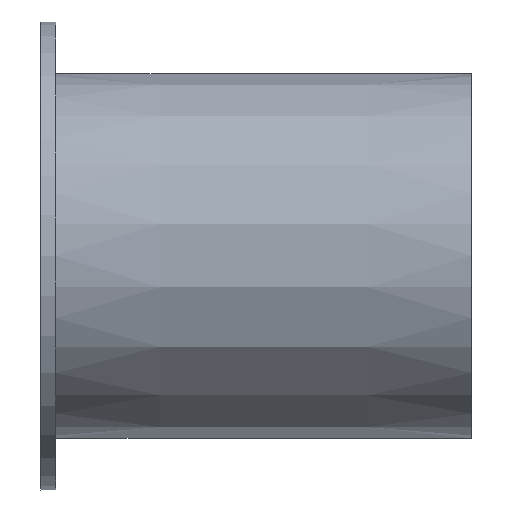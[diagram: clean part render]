
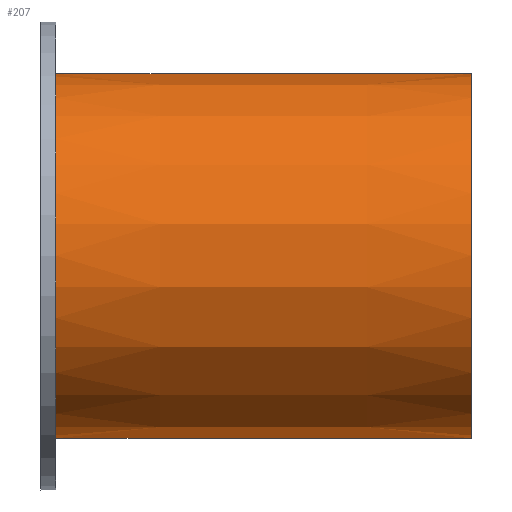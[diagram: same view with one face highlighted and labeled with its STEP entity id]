
A CAD part, top view. The second image highlights one B-rep face of the part: STEP entity #207.
In plain terms, the highlighted conical face has half-angle 0.001 degrees and reference radius 24.15 mm.
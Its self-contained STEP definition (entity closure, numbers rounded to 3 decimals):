
#3 = CARTESIAN_POINT ( 'NONE',  ( -106.454, -18.874, 0. ) ) ;
#21 = DIRECTION ( 'NONE',  ( -1., 0., 0. ) ) ;
#30 = ORIENTED_EDGE ( 'NONE', *, *, #241, .F. ) ;
#39 = LINE ( 'NONE', #172, #217 ) ;
#62 = EDGE_CURVE ( 'NONE', #71, #254, #356, .T. ) ;
#71 = VERTEX_POINT ( 'NONE', #386 ) ;
#77 = EDGE_CURVE ( 'NONE', #227, #166, #248, .T. ) ;
#79 = DIRECTION ( 'NONE',  ( -1., 0., 0. ) ) ;
#83 = EDGE_LOOP ( 'NONE', ( #86, #127, #336, #30 ) ) ;
#86 = ORIENTED_EDGE ( 'NONE', *, *, #62, .T. ) ;
#105 = EDGE_CURVE ( 'NONE', #254, #166, #219, .T. ) ;
#112 = CARTESIAN_POINT ( 'NONE',  ( -106.455, 5.278, 0. ) ) ;
#116 = AXIS2_PLACEMENT_3D ( 'NONE', #112, #229, #351 ) ;
#122 = DIRECTION ( 'NONE',  ( 0., -1., 0. ) ) ;
#127 = ORIENTED_EDGE ( 'NONE', *, *, #105, .T. ) ;
#149 = CARTESIAN_POINT ( 'NONE',  ( -106.455, 29.429, 0. ) ) ;
#166 = VERTEX_POINT ( 'NONE', #149 ) ;
#172 = CARTESIAN_POINT ( 'NONE',  ( -51.454, -18.871, 0. ) ) ;
#177 = DIRECTION ( 'NONE',  ( -1., 0., 0. ) ) ;
#184 = CONICAL_SURFACE ( 'NONE', #206, 24.15, 0. ) ;
#189 = CARTESIAN_POINT ( 'NONE',  ( -51.455, 5.279, 0. ) ) ;
#206 = AXIS2_PLACEMENT_3D ( 'NONE', #208, #177, #122 ) ;
#207 = ADVANCED_FACE ( 'NONE', ( #360 ), #184, .T. ) ;
#208 = CARTESIAN_POINT ( 'NONE',  ( -51.455, 5.279, 0. ) ) ;
#217 = VECTOR ( 'NONE', #79, 1000. ) ;
#219 = LINE ( 'NONE', #370, #279 ) ;
#227 = VERTEX_POINT ( 'NONE', #3 ) ;
#229 = DIRECTION ( 'NONE',  ( -1., 0., 0. ) ) ;
#241 = EDGE_CURVE ( 'NONE', #71, #227, #39, .T. ) ;
#248 = CIRCLE ( 'NONE', #116, 24.151 ) ;
#254 = VERTEX_POINT ( 'NONE', #387 ) ;
#278 = DIRECTION ( 'NONE',  ( 0., -1., 0. ) ) ;
#279 = VECTOR ( 'NONE', #339, 1000. ) ;
#324 = AXIS2_PLACEMENT_3D ( 'NONE', #189, #21, #278 ) ;
#336 = ORIENTED_EDGE ( 'NONE', *, *, #77, .F. ) ;
#339 = DIRECTION ( 'NONE',  ( -1., 0., 0. ) ) ;
#351 = DIRECTION ( 'NONE',  ( 0., -1., 0. ) ) ;
#356 = CIRCLE ( 'NONE', #324, 24.15 ) ;
#360 = FACE_OUTER_BOUND ( 'NONE', #83, .T. ) ;
#370 = CARTESIAN_POINT ( 'NONE',  ( -51.455, 29.429, 0. ) ) ;
#386 = CARTESIAN_POINT ( 'NONE',  ( -51.454, -18.871, 0. ) ) ;
#387 = CARTESIAN_POINT ( 'NONE',  ( -51.455, 29.429, 0. ) ) ;
